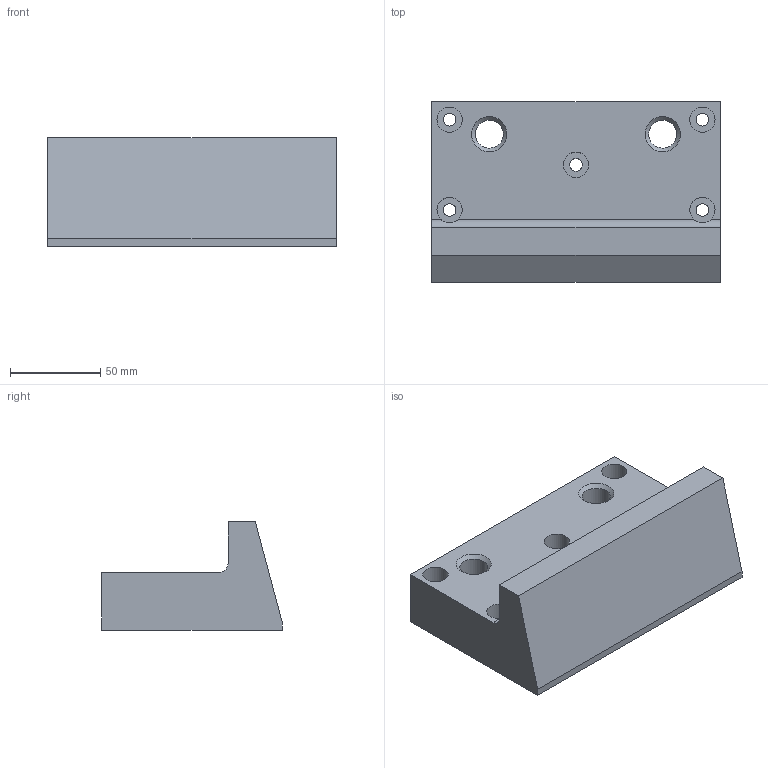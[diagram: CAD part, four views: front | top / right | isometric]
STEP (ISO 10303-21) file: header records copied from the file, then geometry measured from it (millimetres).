
FILE_DESCRIPTION(/* description */ (''),/* implementation_level */ '2;1');
FILE_NAME(/* name */ 'Part1.stp',/* time_stamp */ '2023-09-11T14:02:21+02:00',/* author */ (''),/* organization */ (''),/* preprocessor_version */ 'ST-DEVELOPER v18.1',/* originating_system */ 'SIEMENS PLM Software NX 1973',/* authorisation */ '');
FILE_SCHEMA (('AUTOMOTIVE_DESIGN { 1 0 10303 214 3 1 1 1 }'));
Length unit declared in the file: millimetre
Products named in the file (1): pier114833BF7ba0
Bounding box: 160 x 100 x 60 mm (x, y, z)
Volume: 555862.4 mm3; surface area: 62519 mm2
Topology: 1 solids, 1 shells, 29 faces, 80 edges, 56 vertices
Faces by surface type: plane 14, cylinder 13, cone 2
Full cylindrical faces by diameter (mm): 7 x5, 14 x5, 15.5 x2
Entity records: 834 total; most frequent: DIRECTION 140, CARTESIAN_POINT 138, ORIENTED_EDGE 108, EDGE_LOOP 60, AXIS2_PLACEMENT_3D 58, EDGE_CURVE 54, FACE_BOUND 52, VERTEX_POINT 44
